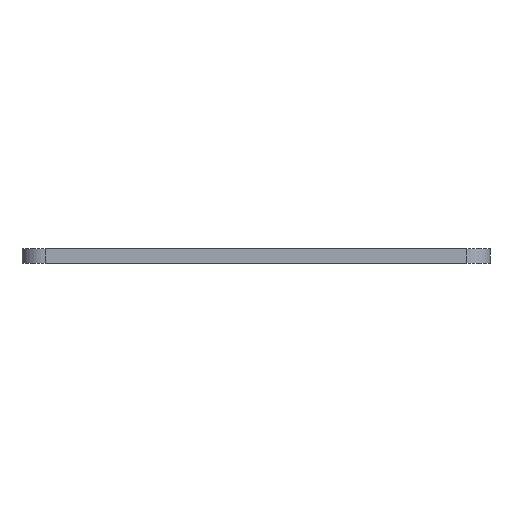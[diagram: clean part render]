
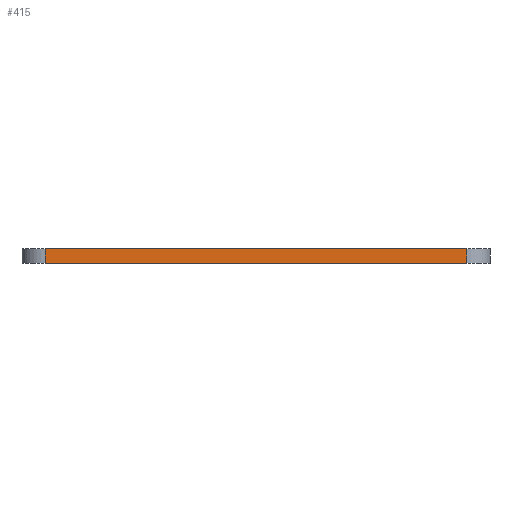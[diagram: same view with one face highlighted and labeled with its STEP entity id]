
A CAD part, left-side view. The second image highlights one B-rep face of the part: STEP entity #415.
In plain terms, the highlighted planar face has unit normal (-1, 0, 0).
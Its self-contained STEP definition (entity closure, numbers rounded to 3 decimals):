
#10 = VECTOR ( 'NONE', #161, 1000. ) ;
#26 = LINE ( 'NONE', #333, #10 ) ;
#38 = CARTESIAN_POINT ( 'NONE',  ( 0., 96.6, 0. ) ) ;
#96 = PLANE ( 'NONE',  #428 ) ;
#150 = EDGE_CURVE ( 'NONE', #215, #725, #622, .T. ) ;
#157 = DIRECTION ( 'NONE',  ( 0., 0., -1. ) ) ;
#161 = DIRECTION ( 'NONE',  ( 0., 0., 1. ) ) ;
#184 = ORIENTED_EDGE ( 'NONE', *, *, #224, .T. ) ;
#188 = VERTEX_POINT ( 'NONE', #675 ) ;
#190 = VECTOR ( 'NONE', #206, 1000. ) ;
#206 = DIRECTION ( 'NONE',  ( 0., -1., 0. ) ) ;
#215 = VERTEX_POINT ( 'NONE', #371 ) ;
#224 = EDGE_CURVE ( 'NONE', #725, #188, #306, .T. ) ;
#256 = ORIENTED_EDGE ( 'NONE', *, *, #150, .T. ) ;
#306 = LINE ( 'NONE', #733, #646 ) ;
#333 = CARTESIAN_POINT ( 'NONE',  ( 0., 5., 3.175 ) ) ;
#345 = EDGE_CURVE ( 'NONE', #215, #520, #437, .T. ) ;
#346 = CARTESIAN_POINT ( 'NONE',  ( 0., 5., 3.175 ) ) ;
#371 = CARTESIAN_POINT ( 'NONE',  ( 0., 96.6, 3.175 ) ) ;
#373 = FACE_OUTER_BOUND ( 'NONE', #542, .T. ) ;
#398 = EDGE_CURVE ( 'NONE', #188, #520, #26, .T. ) ;
#415 = ADVANCED_FACE ( 'NONE', ( #373 ), #96, .F. ) ;
#428 = AXIS2_PLACEMENT_3D ( 'NONE', #584, #640, #157 ) ;
#437 = LINE ( 'NONE', #633, #190 ) ;
#486 = DIRECTION ( 'NONE',  ( 0., -1., 0. ) ) ;
#514 = ORIENTED_EDGE ( 'NONE', *, *, #345, .F. ) ;
#520 = VERTEX_POINT ( 'NONE', #346 ) ;
#542 = EDGE_LOOP ( 'NONE', ( #514, #256, #184, #550 ) ) ;
#550 = ORIENTED_EDGE ( 'NONE', *, *, #398, .T. ) ;
#563 = CARTESIAN_POINT ( 'NONE',  ( 0., 96.6, 3.175 ) ) ;
#584 = CARTESIAN_POINT ( 'NONE',  ( 0., 0., 3.175 ) ) ;
#614 = DIRECTION ( 'NONE',  ( 0., 0., -1. ) ) ;
#622 = LINE ( 'NONE', #563, #668 ) ;
#633 = CARTESIAN_POINT ( 'NONE',  ( 0., 0., 3.175 ) ) ;
#640 = DIRECTION ( 'NONE',  ( 1., 0., 0. ) ) ;
#646 = VECTOR ( 'NONE', #486, 1000. ) ;
#668 = VECTOR ( 'NONE', #614, 1000. ) ;
#675 = CARTESIAN_POINT ( 'NONE',  ( 0., 5., 0. ) ) ;
#725 = VERTEX_POINT ( 'NONE', #38 ) ;
#733 = CARTESIAN_POINT ( 'NONE',  ( 0., 0., 0. ) ) ;
